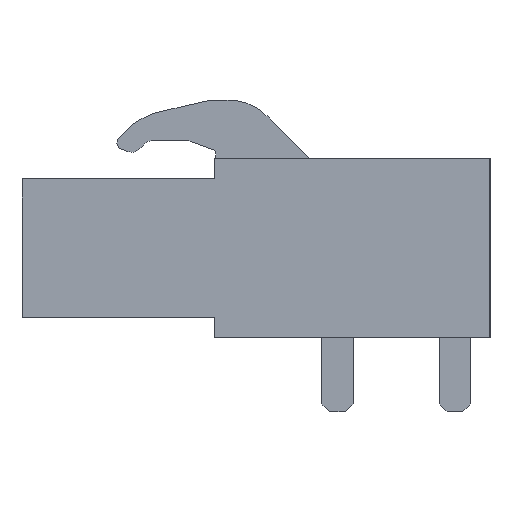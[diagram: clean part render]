
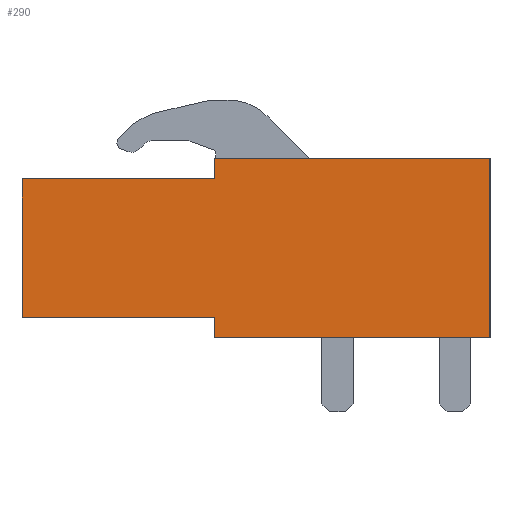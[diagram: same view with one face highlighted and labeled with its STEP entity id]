
A CAD part, left-side view. The second image highlights one B-rep face of the part: STEP entity #290.
In plain terms, the highlighted planar face has unit normal (-1, 0, 0).
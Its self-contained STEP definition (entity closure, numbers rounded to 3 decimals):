
#240=AXIS2_PLACEMENT_3D('Plane Axis2P3D',#237,#238,#239) ;
#40=CARTESIAN_POINT('Vertex',(0.,0.,3.2)) ;
#56=CARTESIAN_POINT('Vertex',(0.,0.,10.95)) ;
#59=CARTESIAN_POINT('Line Origine',(0.,0.,7.075)) ;
#89=CARTESIAN_POINT('Vertex',(0.,20.25,4.075)) ;
#92=CARTESIAN_POINT('Line Origine',(0.,20.25,7.075)) ;
#96=CARTESIAN_POINT('Vertex',(0.,20.25,10.075)) ;
#237=CARTESIAN_POINT('Axis2P3D Location',(0.,0.,3.2)) ;
#242=CARTESIAN_POINT('Line Origine',(0.,16.075,4.075)) ;
#246=CARTESIAN_POINT('Vertex',(0.,11.9,4.075)) ;
#249=CARTESIAN_POINT('Line Origine',(0.,11.9,3.638)) ;
#253=CARTESIAN_POINT('Vertex',(0.,11.9,3.2)) ;
#256=CARTESIAN_POINT('Line Origine',(0.,5.95,3.2)) ;
#261=CARTESIAN_POINT('Line Origine',(0.,5.95,10.95)) ;
#265=CARTESIAN_POINT('Vertex',(0.,11.9,10.95)) ;
#268=CARTESIAN_POINT('Line Origine',(0.,11.9,10.513)) ;
#272=CARTESIAN_POINT('Vertex',(0.,11.9,10.075)) ;
#275=CARTESIAN_POINT('Line Origine',(0.,16.075,10.075)) ;
#60=DIRECTION('Vector Direction',(0.,0.,1.)) ;
#93=DIRECTION('Vector Direction',(0.,0.,1.)) ;
#238=DIRECTION('Axis2P3D Direction',(-1.,0.,0.)) ;
#239=DIRECTION('Axis2P3D XDirection',(0.,0.,1.)) ;
#243=DIRECTION('Vector Direction',(0.,1.,0.)) ;
#250=DIRECTION('Vector Direction',(0.,0.,1.)) ;
#257=DIRECTION('Vector Direction',(0.,1.,0.)) ;
#262=DIRECTION('Vector Direction',(0.,1.,0.)) ;
#269=DIRECTION('Vector Direction',(0.,0.,-1.)) ;
#276=DIRECTION('Vector Direction',(0.,1.,0.)) ;
#61=VECTOR('Line Direction',#60,1.) ;
#94=VECTOR('Line Direction',#93,1.) ;
#244=VECTOR('Line Direction',#243,1.) ;
#251=VECTOR('Line Direction',#250,1.) ;
#258=VECTOR('Line Direction',#257,1.) ;
#263=VECTOR('Line Direction',#262,1.) ;
#270=VECTOR('Line Direction',#269,1.) ;
#277=VECTOR('Line Direction',#276,1.) ;
#281=ORIENTED_EDGE('',*,*,#248,.F.) ;
#282=ORIENTED_EDGE('',*,*,#255,.F.) ;
#283=ORIENTED_EDGE('',*,*,#260,.F.) ;
#284=ORIENTED_EDGE('',*,*,#63,.F.) ;
#285=ORIENTED_EDGE('',*,*,#267,.T.) ;
#286=ORIENTED_EDGE('',*,*,#274,.F.) ;
#287=ORIENTED_EDGE('',*,*,#279,.F.) ;
#288=ORIENTED_EDGE('',*,*,#98,.T.) ;
#290=ADVANCED_FACE('BLL 5.08/07/90 3.2 SN OR 1622990000',(#289),#241,.T.) ;
#63=EDGE_CURVE('',#57,#41,#62,.F.) ;
#98=EDGE_CURVE('',#97,#90,#95,.F.) ;
#248=EDGE_CURVE('',#247,#90,#245,.T.) ;
#255=EDGE_CURVE('',#254,#247,#252,.T.) ;
#260=EDGE_CURVE('',#41,#254,#259,.T.) ;
#267=EDGE_CURVE('',#57,#266,#264,.T.) ;
#274=EDGE_CURVE('',#273,#266,#271,.F.) ;
#279=EDGE_CURVE('',#97,#273,#278,.F.) ;
#280=EDGE_LOOP('',(#281,#282,#283,#284,#285,#286,#287,#288)) ;
#289=FACE_OUTER_BOUND('',#280,.T.) ;
#62=LINE('Line',#59,#61) ;
#95=LINE('Line',#92,#94) ;
#245=LINE('Line',#242,#244) ;
#252=LINE('Line',#249,#251) ;
#259=LINE('Line',#256,#258) ;
#264=LINE('Line',#261,#263) ;
#271=LINE('Line',#268,#270) ;
#278=LINE('Line',#275,#277) ;
#241=PLANE('',#240) ;
#41=VERTEX_POINT('',#40) ;
#57=VERTEX_POINT('',#56) ;
#90=VERTEX_POINT('',#89) ;
#97=VERTEX_POINT('',#96) ;
#247=VERTEX_POINT('',#246) ;
#254=VERTEX_POINT('',#253) ;
#266=VERTEX_POINT('',#265) ;
#273=VERTEX_POINT('',#272) ;
